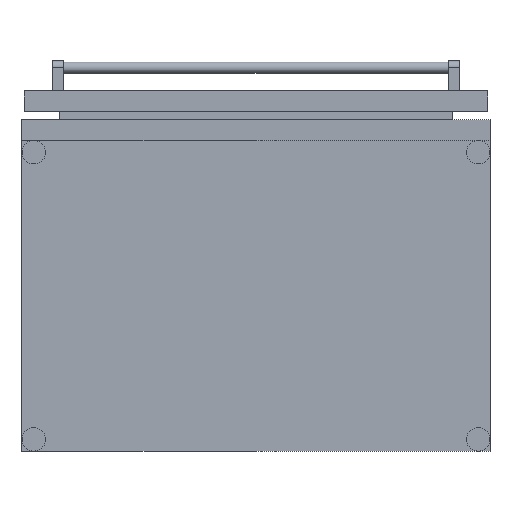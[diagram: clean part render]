
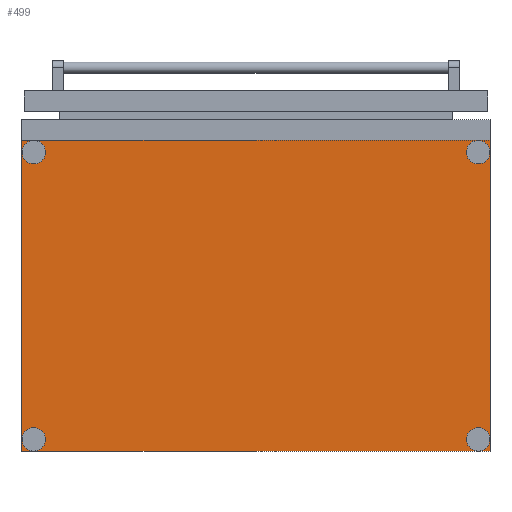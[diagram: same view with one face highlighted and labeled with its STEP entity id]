
A CAD part, front view. The second image highlights one B-rep face of the part: STEP entity #499.
In plain terms, the highlighted planar face has unit normal (0, -1, 0).
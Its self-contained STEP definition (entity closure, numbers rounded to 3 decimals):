
#11 = CARTESIAN_POINT ( 'NONE',  ( -355., -424.5, 19. ) ) ;
#57 = DIRECTION ( 'NONE',  ( 0., 0., 1. ) ) ;
#120 = DIRECTION ( 'NONE',  ( 0., 1., 0. ) ) ;
#131 = AXIS2_PLACEMENT_3D ( 'NONE', #1578, #2082, #1384 ) ;
#132 = CARTESIAN_POINT ( 'NONE',  ( -374., -424.5, 497. ) ) ;
#147 = EDGE_CURVE ( 'NONE', #2322, #1593, #1109, .T. ) ;
#150 = EDGE_CURVE ( 'NONE', #1561, #227, #890, .T. ) ;
#197 = VERTEX_POINT ( 'NONE', #2300 ) ;
#227 = VERTEX_POINT ( 'NONE', #1607 ) ;
#266 = ORIENTED_EDGE ( 'NONE', *, *, #2916, .T. ) ;
#295 = AXIS2_PLACEMENT_3D ( 'NONE', #11, #1681, #1671 ) ;
#327 = CARTESIAN_POINT ( 'NONE',  ( -374., -424.5, 0. ) ) ;
#329 = ORIENTED_EDGE ( 'NONE', *, *, #150, .T. ) ;
#332 = CARTESIAN_POINT ( 'NONE',  ( 374., -424.5, 530. ) ) ;
#381 = CARTESIAN_POINT ( 'NONE',  ( -355., -424.5, 14.08 ) ) ;
#385 = DIRECTION ( 'NONE',  ( 0., 0., 1. ) ) ;
#390 = CARTESIAN_POINT ( 'NONE',  ( -355., -424.5, 478. ) ) ;
#465 = ORIENTED_EDGE ( 'NONE', *, *, #147, .T. ) ;
#499 = ADVANCED_FACE ( 'NONE', ( #1947, #521, #2057, #2566, #2676 ), #2016, .F. ) ;
#519 = EDGE_CURVE ( 'NONE', #2608, #197, #1329, .T. ) ;
#521 = FACE_BOUND ( 'NONE', #981, .T. ) ;
#538 = ORIENTED_EDGE ( 'NONE', *, *, #1763, .T. ) ;
#610 = CARTESIAN_POINT ( 'NONE',  ( -355., -424.5, 19. ) ) ;
#629 = CARTESIAN_POINT ( 'NONE',  ( -374., -424.5, 0. ) ) ;
#640 = EDGE_CURVE ( 'NONE', #197, #2608, #1695, .T. ) ;
#668 = DIRECTION ( 'NONE',  ( 0., 1., 0. ) ) ;
#669 = VECTOR ( 'NONE', #2455, 1000. ) ;
#679 = AXIS2_PLACEMENT_3D ( 'NONE', #2567, #1446, #1631 ) ;
#816 = DIRECTION ( 'NONE',  ( 1., 0., 0. ) ) ;
#819 = DIRECTION ( 'NONE',  ( 0., 0., 1. ) ) ;
#870 = AXIS2_PLACEMENT_3D ( 'NONE', #1554, #2703, #385 ) ;
#890 = CIRCLE ( 'NONE', #679, 4.92 ) ;
#909 = EDGE_LOOP ( 'NONE', ( #1604, #329 ) ) ;
#917 = CARTESIAN_POINT ( 'NONE',  ( 374., -424.5, 497. ) ) ;
#929 = EDGE_CURVE ( 'NONE', #2333, #1448, #1142, .T. ) ;
#981 = EDGE_LOOP ( 'NONE', ( #538, #1264 ) ) ;
#1013 = CARTESIAN_POINT ( 'NONE',  ( -355., -424.5, 23.92 ) ) ;
#1048 = DIRECTION ( 'NONE',  ( 0., 1., 0. ) ) ;
#1087 = VERTEX_POINT ( 'NONE', #1745 ) ;
#1109 = CIRCLE ( 'NONE', #295, 4.92 ) ;
#1123 = CARTESIAN_POINT ( 'NONE',  ( -355., -424.5, 478. ) ) ;
#1142 = LINE ( 'NONE', #332, #669 ) ;
#1162 = VECTOR ( 'NONE', #1515, 1000. ) ;
#1204 = EDGE_LOOP ( 'NONE', ( #2058, #1396 ) ) ;
#1264 = ORIENTED_EDGE ( 'NONE', *, *, #1724, .T. ) ;
#1311 = LINE ( 'NONE', #2921, #1162 ) ;
#1319 = CIRCLE ( 'NONE', #1516, 4.92 ) ;
#1329 = CIRCLE ( 'NONE', #870, 4.92 ) ;
#1378 = DIRECTION ( 'NONE',  ( 0., 0., 1. ) ) ;
#1384 = DIRECTION ( 'NONE',  ( 0., 0., 1. ) ) ;
#1396 = ORIENTED_EDGE ( 'NONE', *, *, #640, .T. ) ;
#1412 = AXIS2_PLACEMENT_3D ( 'NONE', #610, #120, #2988 ) ;
#1426 = CARTESIAN_POINT ( 'NONE',  ( 374., -424.5, 0. ) ) ;
#1446 = DIRECTION ( 'NONE',  ( 0., 1., 0. ) ) ;
#1448 = VERTEX_POINT ( 'NONE', #1426 ) ;
#1462 = DIRECTION ( 'NONE',  ( 0., 1., 0. ) ) ;
#1476 = ORIENTED_EDGE ( 'NONE', *, *, #2717, .T. ) ;
#1515 = DIRECTION ( 'NONE',  ( 0., 0., -1. ) ) ;
#1516 = AXIS2_PLACEMENT_3D ( 'NONE', #1123, #668, #1378 ) ;
#1554 = CARTESIAN_POINT ( 'NONE',  ( 355., -424.5, 19. ) ) ;
#1556 = ORIENTED_EDGE ( 'NONE', *, *, #2375, .T. ) ;
#1561 = VERTEX_POINT ( 'NONE', #1742 ) ;
#1575 = AXIS2_PLACEMENT_3D ( 'NONE', #390, #2033, #819 ) ;
#1578 = CARTESIAN_POINT ( 'NONE',  ( 355., -424.5, 19. ) ) ;
#1593 = VERTEX_POINT ( 'NONE', #1013 ) ;
#1604 = ORIENTED_EDGE ( 'NONE', *, *, #2044, .T. ) ;
#1607 = CARTESIAN_POINT ( 'NONE',  ( 355., -424.5, 482.92 ) ) ;
#1628 = VERTEX_POINT ( 'NONE', #629 ) ;
#1631 = DIRECTION ( 'NONE',  ( 0., 0., 1. ) ) ;
#1639 = VERTEX_POINT ( 'NONE', #2720 ) ;
#1643 = LINE ( 'NONE', #327, #1968 ) ;
#1662 = DIRECTION ( 'NONE',  ( -1., 0., 0. ) ) ;
#1671 = DIRECTION ( 'NONE',  ( 0., 0., 1. ) ) ;
#1681 = DIRECTION ( 'NONE',  ( 0., 1., 0. ) ) ;
#1695 = CIRCLE ( 'NONE', #131, 4.92 ) ;
#1724 = EDGE_CURVE ( 'NONE', #1639, #1087, #2863, .T. ) ;
#1742 = CARTESIAN_POINT ( 'NONE',  ( 355., -424.5, 473.08 ) ) ;
#1745 = CARTESIAN_POINT ( 'NONE',  ( -355., -424.5, 482.92 ) ) ;
#1755 = CARTESIAN_POINT ( 'NONE',  ( 355., -424.5, 14.08 ) ) ;
#1763 = EDGE_CURVE ( 'NONE', #1087, #1639, #1319, .T. ) ;
#1786 = DIRECTION ( 'NONE',  ( 0., 0., 1. ) ) ;
#1798 = CIRCLE ( 'NONE', #2129, 4.92 ) ;
#1947 = FACE_BOUND ( 'NONE', #909, .T. ) ;
#1968 = VECTOR ( 'NONE', #816, 1000. ) ;
#2016 = PLANE ( 'NONE',  #3021 ) ;
#2033 = DIRECTION ( 'NONE',  ( 0., 1., 0. ) ) ;
#2044 = EDGE_CURVE ( 'NONE', #227, #1561, #1798, .T. ) ;
#2057 = FACE_BOUND ( 'NONE', #2622, .T. ) ;
#2058 = ORIENTED_EDGE ( 'NONE', *, *, #519, .T. ) ;
#2082 = DIRECTION ( 'NONE',  ( 0., 1., 0. ) ) ;
#2129 = AXIS2_PLACEMENT_3D ( 'NONE', #2619, #1462, #57 ) ;
#2226 = EDGE_CURVE ( 'NONE', #1628, #1448, #1643, .T. ) ;
#2250 = CARTESIAN_POINT ( 'NONE',  ( -374., -424.5, 530. ) ) ;
#2300 = CARTESIAN_POINT ( 'NONE',  ( 355., -424.5, 23.92 ) ) ;
#2322 = VERTEX_POINT ( 'NONE', #381 ) ;
#2333 = VERTEX_POINT ( 'NONE', #2479 ) ;
#2336 = CIRCLE ( 'NONE', #1412, 4.92 ) ;
#2375 = EDGE_CURVE ( 'NONE', #1593, #2322, #2336, .T. ) ;
#2455 = DIRECTION ( 'NONE',  ( 0., 0., -1. ) ) ;
#2479 = CARTESIAN_POINT ( 'NONE',  ( 374., -424.5, 497. ) ) ;
#2481 = ORIENTED_EDGE ( 'NONE', *, *, #929, .F. ) ;
#2566 = FACE_BOUND ( 'NONE', #1204, .T. ) ;
#2567 = CARTESIAN_POINT ( 'NONE',  ( 355., -424.5, 478. ) ) ;
#2608 = VERTEX_POINT ( 'NONE', #1755 ) ;
#2619 = CARTESIAN_POINT ( 'NONE',  ( 355., -424.5, 478. ) ) ;
#2622 = EDGE_LOOP ( 'NONE', ( #465, #1556 ) ) ;
#2642 = VERTEX_POINT ( 'NONE', #132 ) ;
#2645 = EDGE_LOOP ( 'NONE', ( #2481, #266, #1476, #2965 ) ) ;
#2676 = FACE_OUTER_BOUND ( 'NONE', #2645, .T. ) ;
#2703 = DIRECTION ( 'NONE',  ( 0., 1., 0. ) ) ;
#2717 = EDGE_CURVE ( 'NONE', #2642, #1628, #1311, .T. ) ;
#2720 = CARTESIAN_POINT ( 'NONE',  ( -355., -424.5, 473.08 ) ) ;
#2808 = LINE ( 'NONE', #917, #2954 ) ;
#2863 = CIRCLE ( 'NONE', #1575, 4.92 ) ;
#2916 = EDGE_CURVE ( 'NONE', #2333, #2642, #2808, .T. ) ;
#2921 = CARTESIAN_POINT ( 'NONE',  ( -374., -424.5, 530. ) ) ;
#2954 = VECTOR ( 'NONE', #1662, 1000. ) ;
#2965 = ORIENTED_EDGE ( 'NONE', *, *, #2226, .T. ) ;
#2988 = DIRECTION ( 'NONE',  ( 0., 0., 1. ) ) ;
#3021 = AXIS2_PLACEMENT_3D ( 'NONE', #2250, #1048, #1786 ) ;
